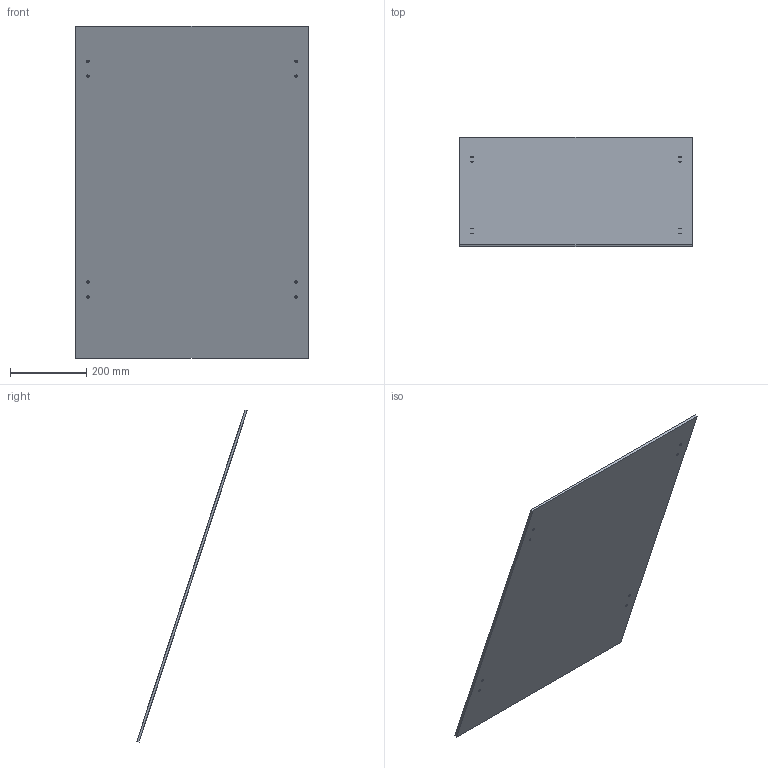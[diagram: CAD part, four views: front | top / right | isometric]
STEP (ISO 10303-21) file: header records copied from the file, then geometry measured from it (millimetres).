
FILE_DESCRIPTION(/* description */ (''),/* implementation_level */ '2;1');
FILE_NAME(/* name */ 'GE-17363_ASM_28_ASM_BLUE.stp',/* time_stamp */ '2017-01-08T14:12:50-05:00',/* author */ ('jeff1'),/* organization */ (''),/* preprocessor_version */ 'ST-DEVELOPER v16.5',/* originating_system */ 'Autodesk Inventor 2017',/* authorisation */ '');
FILE_SCHEMA (('AUTOMOTIVE_DESIGN { 1 0 10303 214 3 1 1 }'));
Length unit declared in the file: inch
Products named in the file (2): GE-17363_ASM_28_ASM_BLUE; GE-17362_16-BLUE
Assembly tree (1 placements, depth 2):
  GE-17363_ASM_28_ASM_BLUE
    GE-17362_16-BLUE
Bounding box: 609.6 x 289.74 x 871.24 mm (x, y, z)
Volume: 3537798.2 mm3; surface area: 1134696.2 mm2
Topology: 1 solids, 1 shells, 14 faces, 36 edges, 24 vertices
Faces by surface type: cylinder 8, plane 6
Full cylindrical faces by diameter (mm): 6.731 x8
Entity records: 486 total; most frequent: DIRECTION 78, CARTESIAN_POINT 69, ORIENTED_EDGE 56, EDGE_LOOP 38, AXIS2_PLACEMENT_3D 33, EDGE_CURVE 28, FACE_BOUND 24, VERTEX_POINT 24
